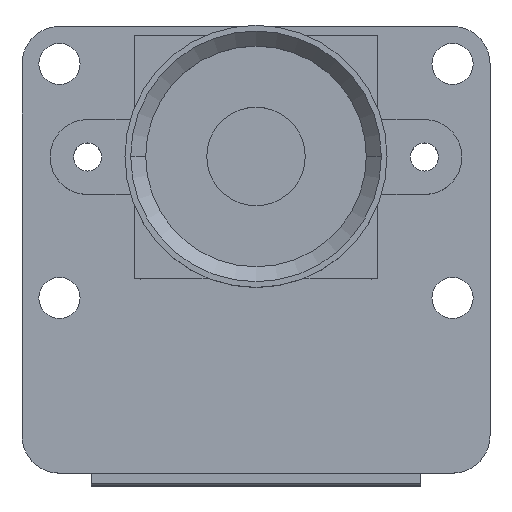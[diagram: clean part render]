
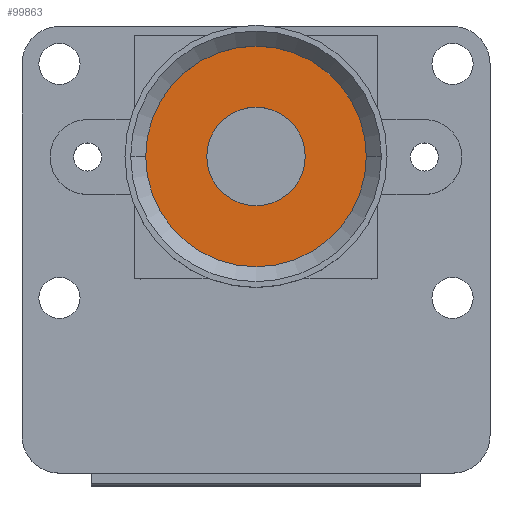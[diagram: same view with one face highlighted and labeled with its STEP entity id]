
A CAD part, top view. The second image highlights one B-rep face of the part: STEP entity #99863.
In plain terms, the highlighted planar face has unit normal (0, 0, 1).
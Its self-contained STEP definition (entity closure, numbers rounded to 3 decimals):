
#186 = CARTESIAN_POINT ( 'NONE',  ( 5.894, 0., 20. ) ) ;
#1398 = EDGE_LOOP ( 'NONE', ( #26446, #102129 ) ) ;
#5168 = CARTESIAN_POINT ( 'NONE',  ( -2.63, 0., 20. ) ) ;
#5356 = EDGE_CURVE ( 'NONE', #98233, #11985, #94982, .T. ) ;
#5672 = CIRCLE ( 'NONE', #128162, 2.63 ) ;
#5785 = EDGE_CURVE ( 'NONE', #116421, #8452, #126803, .T. ) ;
#8452 = VERTEX_POINT ( 'NONE', #5168 ) ;
#8682 = CIRCLE ( 'NONE', #82580, 5.894 ) ;
#11985 = VERTEX_POINT ( 'NONE', #60184 ) ;
#12376 = FACE_OUTER_BOUND ( 'NONE', #49813, .T. ) ;
#15721 = DIRECTION ( 'NONE',  ( 0., 0., 1. ) ) ;
#24353 = DIRECTION ( 'NONE',  ( 1., 0., 0. ) ) ;
#24607 = DIRECTION ( 'NONE',  ( 0., 0., 1. ) ) ;
#26446 = ORIENTED_EDGE ( 'NONE', *, *, #5785, .F. ) ;
#32949 = CARTESIAN_POINT ( 'NONE',  ( 0., 0., 20. ) ) ;
#33413 = CARTESIAN_POINT ( 'NONE',  ( 0., 0., 20. ) ) ;
#35530 = DIRECTION ( 'NONE',  ( 1., 0., 0. ) ) ;
#38000 = ORIENTED_EDGE ( 'NONE', *, *, #108436, .T. ) ;
#41386 = DIRECTION ( 'NONE',  ( 1., 0., 0. ) ) ;
#49813 = EDGE_LOOP ( 'NONE', ( #55798, #38000 ) ) ;
#52750 = AXIS2_PLACEMENT_3D ( 'NONE', #33413, #62499, #41386 ) ;
#52787 = PLANE ( 'NONE',  #113827 ) ;
#54064 = CARTESIAN_POINT ( 'NONE',  ( 2.63, 0., 20. ) ) ;
#54781 = CARTESIAN_POINT ( 'NONE',  ( 0., 0., 20. ) ) ;
#55798 = ORIENTED_EDGE ( 'NONE', *, *, #5356, .T. ) ;
#57290 = DIRECTION ( 'NONE',  ( 1., 0., 0. ) ) ;
#60184 = CARTESIAN_POINT ( 'NONE',  ( -5.894, 0., 20. ) ) ;
#62499 = DIRECTION ( 'NONE',  ( 0., 0., 1. ) ) ;
#75205 = CARTESIAN_POINT ( 'NONE',  ( 0., 0., 20. ) ) ;
#75875 = FACE_BOUND ( 'NONE', #1398, .T. ) ;
#82580 = AXIS2_PLACEMENT_3D ( 'NONE', #54781, #15721, #35530 ) ;
#85112 = DIRECTION ( 'NONE',  ( 0., 0., 1. ) ) ;
#93971 = CARTESIAN_POINT ( 'NONE',  ( 0., 0., 20. ) ) ;
#94982 = CIRCLE ( 'NONE', #52750, 5.894 ) ;
#95074 = AXIS2_PLACEMENT_3D ( 'NONE', #75205, #126804, #57290 ) ;
#98233 = VERTEX_POINT ( 'NONE', #186 ) ;
#99863 = ADVANCED_FACE ( 'NONE', ( #75875, #12376 ), #52787, .T. ) ;
#102129 = ORIENTED_EDGE ( 'NONE', *, *, #111096, .F. ) ;
#108436 = EDGE_CURVE ( 'NONE', #11985, #98233, #8682, .T. ) ;
#111096 = EDGE_CURVE ( 'NONE', #8452, #116421, #5672, .T. ) ;
#113245 = DIRECTION ( 'NONE',  ( 1., 0., 0. ) ) ;
#113827 = AXIS2_PLACEMENT_3D ( 'NONE', #32949, #85112, #24353 ) ;
#116421 = VERTEX_POINT ( 'NONE', #54064 ) ;
#126803 = CIRCLE ( 'NONE', #95074, 2.63 ) ;
#126804 = DIRECTION ( 'NONE',  ( 0., 0., 1. ) ) ;
#128162 = AXIS2_PLACEMENT_3D ( 'NONE', #93971, #24607, #113245 ) ;
